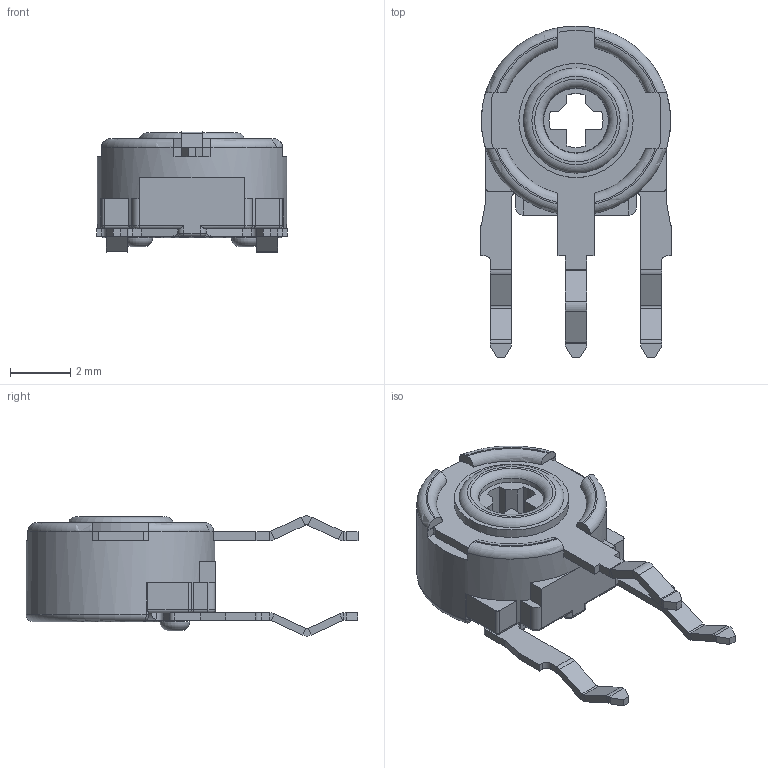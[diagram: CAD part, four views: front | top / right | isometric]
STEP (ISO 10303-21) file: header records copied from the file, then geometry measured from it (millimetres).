
FILE_DESCRIPTION (( 'STEP AP203' ), '1' );
FILE_NAME ('PT6KH-HOT RUNNER.STEP', '2019-03-29T07:55:26', ( '' ), ( '' ), 'SwSTEP 2.0', 'SolidWorks 2018', '' );
FILE_SCHEMA (( 'CONFIG_CONTROL_DESIGN' ));
Length unit declared in the file: millimetre
Products named in the file (6): PT6KH-HOT RUNNER-CARCASA_Predeterminada; PT6KH-HOT RUNNER-COLECTOR_Predeterminada; PT6KH-HOT RUNNER-PORTACURSOR_Predeterminada; PT6KH-HOT RUNNER-TERMINAL IZQUIERDO_Predeterminada; PT6KH-HOT RUNNER-TERMINAL DERECHO_Predeterminada; PT6KH-HOT RUNNER
Assembly tree (5 placements, depth 2):
  PT6KH-HOT RUNNER
    PT6KH-HOT RUNNER-CARCASA_Predeterminada
    PT6KH-HOT RUNNER-COLECTOR_Predeterminada
    PT6KH-HOT RUNNER-PORTACURSOR_Predeterminada
    PT6KH-HOT RUNNER-TERMINAL IZQUIERDO_Predeterminada
    PT6KH-HOT RUNNER-TERMINAL DERECHO_Predeterminada
Bounding box: 6.35 x 11.04 x 4 mm (x, y, z)
Volume: 62.9 mm3; surface area: 353.5 mm2
Topology: 5 solids, 5 shells, 444 faces, 1117 edges, 702 vertices
Faces by surface type: plane 280, cylinder 97, bspline 38, torus 24, cone 3, sphere 2
Full cylindrical faces by diameter (mm): 0.6 x2, 0.7 x2, 1 x2, 1.2 x1, 2.45 x1, 2.5 x1, 2.9 x1, 3 x1, 3.6 x1, 3.8 x1, 5.5 x1, 6.3 x1
Entity records: 15646 total; most frequent: CARTESIAN_POINT 4705, ORIENTED_EDGE 2172, DIRECTION 2004, EDGE_CURVE 1086, LINE 732, VECTOR 732, VERTEX_POINT 699, AXIS2_PLACEMENT_3D 636
